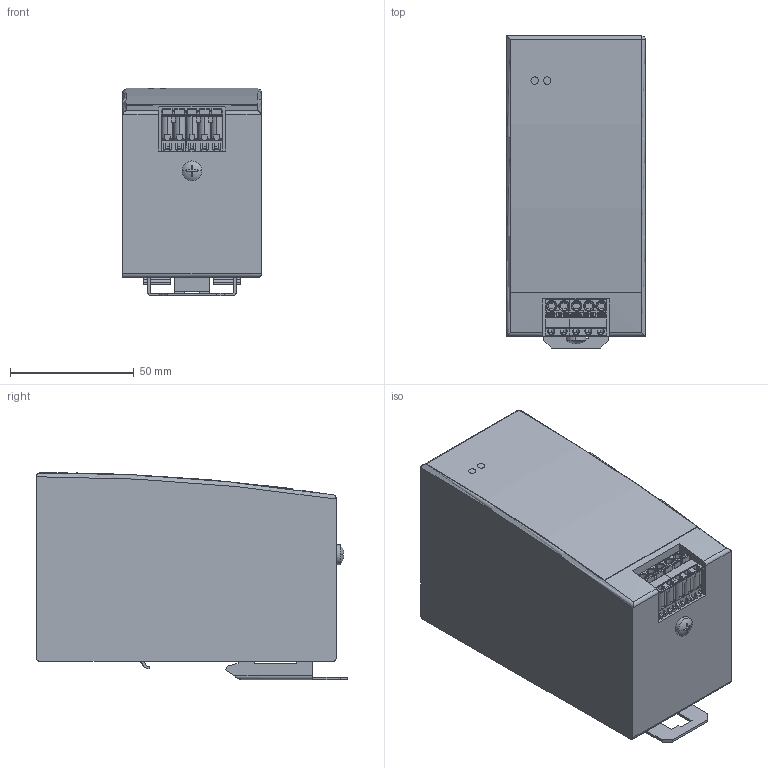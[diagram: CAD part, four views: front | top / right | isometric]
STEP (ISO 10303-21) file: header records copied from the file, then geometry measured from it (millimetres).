
FILE_DESCRIPTION(/* description */ ('Alibre Inc.'),/* implementation_level */ '2;1');
FILE_NAME(/* name */ 'export0',/* time_stamp */ '2015-07-10T11:05:27+02:00',/* author */ (''),/* organization */ (''),/* preprocessor_version */ 'ST-DEVELOPER v14',/* originating_system */ 'Alibre',/* authorisation */ '');
FILE_SCHEMA (('AUTOMOTIVE_DESIGN'));
Length unit declared in the file: centimetre
Products named in the file (13): 2
Bounding box: 56 x 125.68 x 83.55 mm (x, y, z)
Volume: 497605.1 mm3; surface area: 59362.2 mm2
Topology: 10 solids, 10 shells, 911 faces, 2441 edges, 1583 vertices
Faces by surface type: plane 573, cylinder 298, cone 22, torus 12, sphere 4, bspline 2
Full cylindrical faces by diameter (mm): 3 x2
Entity records: 26702 total; most frequent: ORIENTED_EDGE 4832, CARTESIAN_POINT 4788, DIRECTION 3901, EDGE_CURVE 2416, VECTOR 1678, LINE 1678, VERTEX_POINT 1568, AXIS2_PLACEMENT_3D 1388
